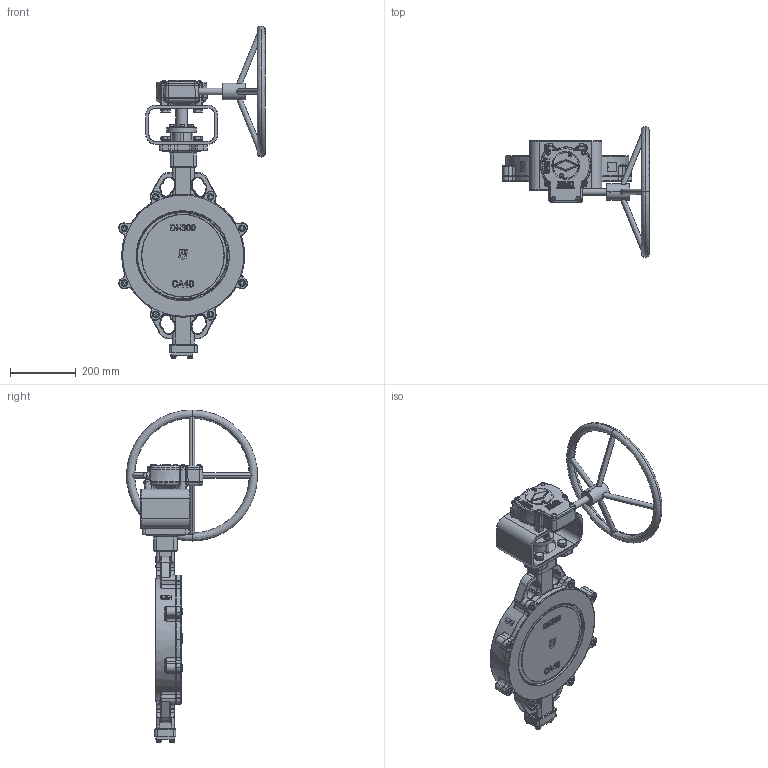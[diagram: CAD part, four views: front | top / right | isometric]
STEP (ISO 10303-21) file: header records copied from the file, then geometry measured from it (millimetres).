
FILE_DESCRIPTION(('HOOPS Exchange Step'),'2;1');
FILE_NAME('AK13_DN300_PN10-40-ANSI150-300_Getriebe.stp','2024-11-22T11:51:45+01:00',('nieru'),('Unknown organisation'),'HOOPS Exchange 2024.2','HOOPS Exchange','Unknown authorisation');
FILE_SCHEMA( ('AP203_CONFIGURATION_CONTROLLED_3D_DESIGN_OF_MECHANICAL_PARTS_AND_ASSEMBLIES_MIM_LF') );
Length unit declared in the file: millimetre
Products named in the file (12): 0; root
Assembly tree (11 placements, depth 4):
  root
    0
    0
      0
        0
      0
      0
      0
        0
        0
      0
        0
Bounding box: 447.31 x 399.79 x 1013.4 mm (x, y, z)
Volume: 10867086.2 mm3; surface area: 1372931.3 mm2
Topology: 76 solids, 83 shells, 3519 faces, 8595 edges, 5286 vertices
Faces by surface type: plane 1019, bspline 884, cylinder 787, cone 445, torus 339, sphere 45
Full cylindrical faces by diameter (mm): 4.2 x3, 10 x3, 10.5 x5, 12 x5, 13 x4, 16 x4, 17 x8, 20 x4, 26.3 x4, 35 x4, 45 x1, 57.458 x1, 80 x1, 85 x1, 90 x1, 102 x1, 252 x1, 300.256 x1, 309.5 x1, 370 x1, 375 x1
Entity records: 240653 total; most frequent: CARTESIAN_POINT 162391, ORIENTED_EDGE 17036, DIRECTION 14494, EDGE_CURVE 8533, AXIS2_PLACEMENT_3D 5660, VERTEX_POINT 5285, EDGE_LOOP 3721, FACE_BOUND 3721
